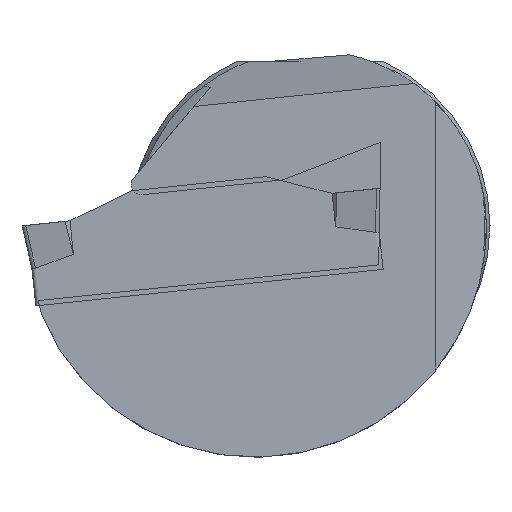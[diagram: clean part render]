
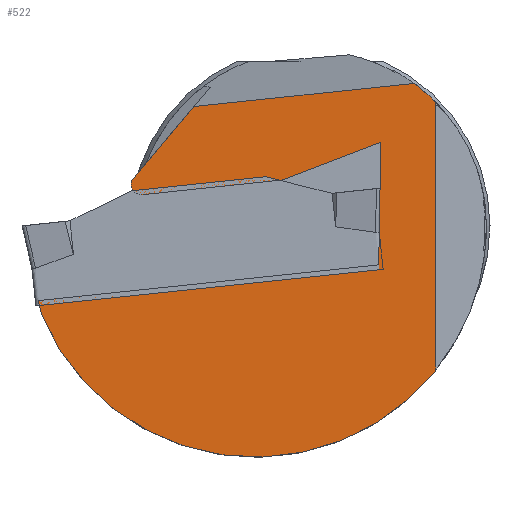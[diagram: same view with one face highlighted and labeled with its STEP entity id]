
A CAD part, left-side view. The second image highlights one B-rep face of the part: STEP entity #522.
In plain terms, the highlighted planar face has unit normal (-1, 0, 0).
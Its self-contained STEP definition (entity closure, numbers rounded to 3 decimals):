
#479=CIRCLE('',#1473,12.85);
#480=CIRCLE('',#1474,9.8);
#481=CIRCLE('',#1475,0.6);
#522=ADVANCED_FACE('',(#614),#569,.T.);
#569=PLANE('',#1476);
#614=FACE_OUTER_BOUND('',#668,.T.);
#668=EDGE_LOOP('',(#867,#868,#869,#870,#871,#872,#873,#874,#875,#876,#877));
#867=ORIENTED_EDGE('',*,*,#1178,.T.);
#868=ORIENTED_EDGE('',*,*,#1179,.T.);
#869=ORIENTED_EDGE('',*,*,#1180,.T.);
#870=ORIENTED_EDGE('',*,*,#1181,.T.);
#871=ORIENTED_EDGE('',*,*,#1182,.T.);
#872=ORIENTED_EDGE('',*,*,#1183,.F.);
#873=ORIENTED_EDGE('',*,*,#1184,.T.);
#874=ORIENTED_EDGE('',*,*,#1185,.T.);
#875=ORIENTED_EDGE('',*,*,#1186,.T.);
#876=ORIENTED_EDGE('',*,*,#1187,.T.);
#877=ORIENTED_EDGE('',*,*,#1188,.T.);
#1057=VERTEX_POINT('',#2024);
#1058=VERTEX_POINT('',#2025);
#1059=VERTEX_POINT('',#2027);
#1060=VERTEX_POINT('',#2029);
#1061=VERTEX_POINT('',#2031);
#1062=VERTEX_POINT('',#2033);
#1063=VERTEX_POINT('',#2035);
#1064=VERTEX_POINT('',#2037);
#1065=VERTEX_POINT('',#2039);
#1066=VERTEX_POINT('',#2041);
#1067=VERTEX_POINT('',#2043);
#1178=EDGE_CURVE('',#1057,#1058,#1301,.T.);
#1179=EDGE_CURVE('',#1058,#1059,#1302,.T.);
#1180=EDGE_CURVE('',#1059,#1060,#479,.T.);
#1181=EDGE_CURVE('',#1060,#1061,#1303,.T.);
#1182=EDGE_CURVE('',#1061,#1062,#480,.T.);
#1183=EDGE_CURVE('',#1063,#1062,#1304,.T.);
#1184=EDGE_CURVE('',#1063,#1064,#1305,.T.);
#1185=EDGE_CURVE('',#1064,#1065,#481,.T.);
#1186=EDGE_CURVE('',#1065,#1066,#1306,.T.);
#1187=EDGE_CURVE('',#1066,#1067,#1307,.T.);
#1188=EDGE_CURVE('',#1067,#1057,#1308,.T.);
#1301=LINE('',#2023,#1391);
#1302=LINE('',#2026,#1392);
#1303=LINE('',#2030,#1393);
#1304=LINE('',#2034,#1394);
#1305=LINE('',#2036,#1395);
#1306=LINE('',#2040,#1396);
#1307=LINE('',#2042,#1397);
#1308=LINE('',#2044,#1398);
#1391=VECTOR('',#1673,1.);
#1392=VECTOR('',#1674,1.);
#1393=VECTOR('',#1677,1.);
#1394=VECTOR('',#1680,1.);
#1395=VECTOR('',#1681,1.);
#1396=VECTOR('',#1684,1.);
#1397=VECTOR('',#1685,1.);
#1398=VECTOR('',#1686,1.);
#1473=AXIS2_PLACEMENT_3D('',#2028,#1675,#1676);
#1474=AXIS2_PLACEMENT_3D('',#2032,#1678,#1679);
#1475=AXIS2_PLACEMENT_3D('',#2038,#1682,#1683);
#1476=AXIS2_PLACEMENT_3D('',#2045,#1687,#1688);
#1673=DIRECTION('',(0.,0.995,-0.105));
#1674=DIRECTION('',(0.,-0.225,-0.974));
#1675=DIRECTION('',(-1.,0.,0.));
#1676=DIRECTION('',(0.,0.,1.));
#1677=DIRECTION('',(0.,0.,1.));
#1678=DIRECTION('',(-1.,0.,0.));
#1679=DIRECTION('',(0.,0.,1.));
#1680=DIRECTION('',(0.,-0.995,0.105));
#1681=DIRECTION('',(0.,0.643,-0.766));
#1682=DIRECTION('',(-1.,0.,0.));
#1683=DIRECTION('',(0.,1.,0.));
#1684=DIRECTION('',(0.,-0.995,0.105));
#1685=DIRECTION('',(0.,-0.934,0.358));
#1686=DIRECTION('',(0.,0.017,-1.));
#1687=DIRECTION('',(-1.,0.,0.));
#1688=DIRECTION('',(0.,0.,1.));
#2023=CARTESIAN_POINT('',(0.35,15.604,-4.207));
#2024=CARTESIAN_POINT('',(0.35,-3.816,-2.166));
#2025=CARTESIAN_POINT('',(0.35,15.095,-4.153));
#2026=CARTESIAN_POINT('',(0.35,15.241,-3.519));
#2027=CARTESIAN_POINT('',(0.35,14.914,-4.937));
#2028=CARTESIAN_POINT('',(0.35,3.05,0.));
#2029=CARTESIAN_POINT('',(0.35,-7.,-8.007));
#2030=CARTESIAN_POINT('',(0.35,-7.,-229.626));
#2031=CARTESIAN_POINT('',(0.35,-7.,6.859));
#2032=CARTESIAN_POINT('',(0.35,0.,0.));
#2033=CARTESIAN_POINT('',(0.35,-5.78,7.914));
#2034=CARTESIAN_POINT('',(0.35,0.76,7.226));
#2035=CARTESIAN_POINT('',(0.35,6.447,6.629));
#2036=CARTESIAN_POINT('',(0.35,7.047,5.913));
#2037=CARTESIAN_POINT('',(0.35,9.907,2.505));
#2038=CARTESIAN_POINT('',(0.35,9.332,2.335));
#2039=CARTESIAN_POINT('',(0.35,9.269,1.738));
#2040=CARTESIAN_POINT('',(0.35,1.52,2.553));
#2041=CARTESIAN_POINT('',(0.35,1.52,2.553));
#2042=CARTESIAN_POINT('',(0.35,1.52,2.553));
#2043=CARTESIAN_POINT('',(0.35,-3.935,4.647));
#2044=CARTESIAN_POINT('',(0.35,-3.875,1.22));
#2045=CARTESIAN_POINT('',(0.35,0.,0.));
